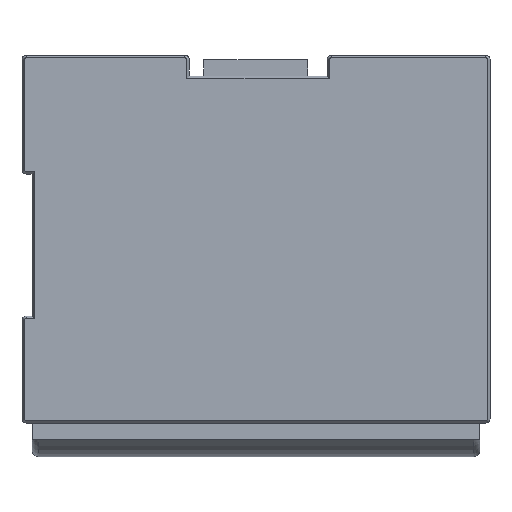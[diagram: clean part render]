
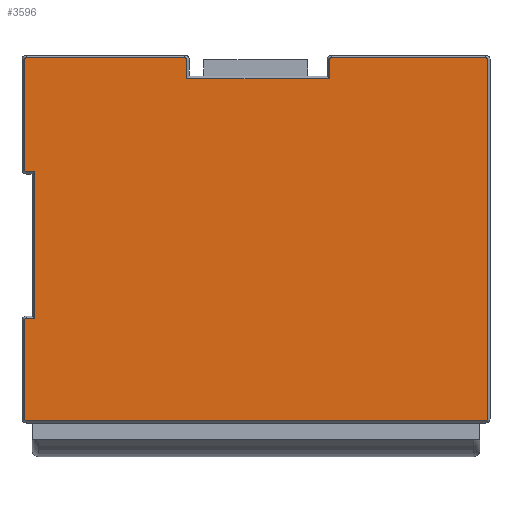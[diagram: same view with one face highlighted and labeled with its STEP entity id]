
A CAD part, top view. The second image highlights one B-rep face of the part: STEP entity #3596.
In plain terms, the highlighted planar face has unit normal (0, 0, 1).
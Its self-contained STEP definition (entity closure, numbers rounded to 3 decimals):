
#98=CIRCLE('',#3768,0.2);
#100=CIRCLE('',#3771,0.2);
#102=CIRCLE('',#3776,0.2);
#104=CIRCLE('',#3779,0.2);
#106=CIRCLE('',#3784,0.2);
#108=CIRCLE('',#3789,0.2);
#110=CIRCLE('',#3793,0.2);
#112=CIRCLE('',#3796,0.2);
#209=FACE_OUTER_BOUND('',#403,.T.);
#403=EDGE_LOOP('',(#2471,#2472,#2473,#2474,#2475,#2476,#2477,#2478,#2479,
#2480,#2481,#2482,#2483,#2484,#2485,#2486,#2487,#2488,#2489,#2490));
#574=LINE('',#5053,#1013);
#580=LINE('',#5064,#1019);
#583=LINE('',#5072,#1022);
#586=LINE('',#5079,#1025);
#591=LINE('',#5097,#1030);
#595=LINE('',#5105,#1034);
#599=LINE('',#5121,#1038);
#602=LINE('',#5127,#1041);
#606=LINE('',#5138,#1045);
#609=LINE('',#5142,#1048);
#612=LINE('',#5153,#1051);
#616=LINE('',#5168,#1055);
#1013=VECTOR('',#4048,10.);
#1019=VECTOR('',#4056,10.);
#1022=VECTOR('',#4061,10.);
#1025=VECTOR('',#4066,10.);
#1030=VECTOR('',#4085,10.);
#1034=VECTOR('',#4091,10.);
#1038=VECTOR('',#4109,10.);
#1041=VECTOR('',#4114,10.);
#1045=VECTOR('',#4126,10.);
#1048=VECTOR('',#4131,10.);
#1051=VECTOR('',#4142,10.);
#1055=VECTOR('',#4160,10.);
#1452=VERTEX_POINT('',#5051);
#1453=VERTEX_POINT('',#5052);
#1457=VERTEX_POINT('',#5062);
#1460=VERTEX_POINT('',#5069);
#1461=VERTEX_POINT('',#5071);
#1463=VERTEX_POINT('',#5076);
#1464=VERTEX_POINT('',#5078);
#1466=VERTEX_POINT('',#5084);
#1469=VERTEX_POINT('',#5092);
#1470=VERTEX_POINT('',#5096);
#1473=VERTEX_POINT('',#5103);
#1474=VERTEX_POINT('',#5108);
#1477=VERTEX_POINT('',#5116);
#1478=VERTEX_POINT('',#5120);
#1480=VERTEX_POINT('',#5126);
#1482=VERTEX_POINT('',#5132);
#1485=VERTEX_POINT('',#5146);
#1487=VERTEX_POINT('',#5151);
#1488=VERTEX_POINT('',#5156);
#1491=VERTEX_POINT('',#5164);
#1804=EDGE_CURVE('',#1452,#1453,#574,.T.);
#1810=EDGE_CURVE('',#1457,#1452,#580,.T.);
#1813=EDGE_CURVE('',#1460,#1461,#583,.T.);
#1816=EDGE_CURVE('',#1463,#1464,#586,.T.);
#1821=EDGE_CURVE('',#1464,#1466,#98,.T.);
#1824=EDGE_CURVE('',#1469,#1463,#100,.T.);
#1825=EDGE_CURVE('',#1466,#1470,#591,.T.);
#1829=EDGE_CURVE('',#1473,#1469,#595,.T.);
#1833=EDGE_CURVE('',#1470,#1474,#102,.T.);
#1836=EDGE_CURVE('',#1477,#1473,#104,.T.);
#1837=EDGE_CURVE('',#1474,#1478,#599,.T.);
#1840=EDGE_CURVE('',#1480,#1477,#602,.T.);
#1845=EDGE_CURVE('',#1478,#1482,#106,.T.);
#1846=EDGE_CURVE('',#1461,#1480,#606,.T.);
#1849=EDGE_CURVE('',#1482,#1457,#609,.T.);
#1852=EDGE_CURVE('',#1485,#1460,#108,.T.);
#1854=EDGE_CURVE('',#1487,#1485,#612,.T.);
#1858=EDGE_CURVE('',#1453,#1488,#110,.T.);
#1861=EDGE_CURVE('',#1491,#1487,#112,.T.);
#1862=EDGE_CURVE('',#1488,#1491,#616,.T.);
#2471=ORIENTED_EDGE('',*,*,#1816,.F.);
#2472=ORIENTED_EDGE('',*,*,#1824,.F.);
#2473=ORIENTED_EDGE('',*,*,#1829,.F.);
#2474=ORIENTED_EDGE('',*,*,#1836,.F.);
#2475=ORIENTED_EDGE('',*,*,#1840,.F.);
#2476=ORIENTED_EDGE('',*,*,#1846,.F.);
#2477=ORIENTED_EDGE('',*,*,#1813,.F.);
#2478=ORIENTED_EDGE('',*,*,#1852,.F.);
#2479=ORIENTED_EDGE('',*,*,#1854,.F.);
#2480=ORIENTED_EDGE('',*,*,#1861,.F.);
#2481=ORIENTED_EDGE('',*,*,#1862,.F.);
#2482=ORIENTED_EDGE('',*,*,#1858,.F.);
#2483=ORIENTED_EDGE('',*,*,#1804,.F.);
#2484=ORIENTED_EDGE('',*,*,#1810,.F.);
#2485=ORIENTED_EDGE('',*,*,#1849,.F.);
#2486=ORIENTED_EDGE('',*,*,#1845,.F.);
#2487=ORIENTED_EDGE('',*,*,#1837,.F.);
#2488=ORIENTED_EDGE('',*,*,#1833,.F.);
#2489=ORIENTED_EDGE('',*,*,#1825,.F.);
#2490=ORIENTED_EDGE('',*,*,#1821,.F.);
#3445=PLANE('',#3812);
#3596=ADVANCED_FACE('',(#209),#3445,.T.);
#3768=AXIS2_PLACEMENT_3D('',#5088,#4074,#4075);
#3771=AXIS2_PLACEMENT_3D('',#5094,#4081,#4082);
#3776=AXIS2_PLACEMENT_3D('',#5112,#4098,#4099);
#3779=AXIS2_PLACEMENT_3D('',#5118,#4105,#4106);
#3784=AXIS2_PLACEMENT_3D('',#5136,#4122,#4123);
#3789=AXIS2_PLACEMENT_3D('',#5148,#4137,#4138);
#3793=AXIS2_PLACEMENT_3D('',#5160,#4149,#4150);
#3796=AXIS2_PLACEMENT_3D('',#5166,#4156,#4157);
#3812=AXIS2_PLACEMENT_3D('',#5224,#4213,#4214);
#4048=DIRECTION('',(-1.,0.,0.));
#4056=DIRECTION('',(0.,1.,0.));
#4061=DIRECTION('',(0.,-1.,0.));
#4066=DIRECTION('',(0.,-1.,0.));
#4074=DIRECTION('center_axis',(0.,0.,-1.));
#4075=DIRECTION('ref_axis',(0.707,-0.707,0.));
#4081=DIRECTION('center_axis',(0.,0.,-1.));
#4082=DIRECTION('ref_axis',(0.707,0.707,0.));
#4085=DIRECTION('',(-1.,0.,0.));
#4091=DIRECTION('',(1.,0.,0.));
#4098=DIRECTION('center_axis',(0.,0.,-1.));
#4099=DIRECTION('ref_axis',(-0.707,-0.707,0.));
#4105=DIRECTION('center_axis',(0.,0.,-1.));
#4106=DIRECTION('ref_axis',(-0.707,0.707,0.));
#4109=DIRECTION('',(0.,1.,0.));
#4114=DIRECTION('',(0.,1.,0.));
#4122=DIRECTION('center_axis',(0.,0.,-1.));
#4123=DIRECTION('ref_axis',(-0.707,0.707,0.));
#4126=DIRECTION('',(1.,0.,0.));
#4131=DIRECTION('',(1.,0.,0.));
#4137=DIRECTION('center_axis',(0.,0.,-1.));
#4138=DIRECTION('ref_axis',(0.707,0.707,0.));
#4142=DIRECTION('',(1.,0.,0.));
#4149=DIRECTION('center_axis',(0.,0.,-1.));
#4150=DIRECTION('ref_axis',(-0.707,-0.707,0.));
#4156=DIRECTION('center_axis',(0.,0.,-1.));
#4157=DIRECTION('ref_axis',(-0.707,0.707,0.));
#4160=DIRECTION('',(0.,1.,0.));
#4213=DIRECTION('center_axis',(0.,0.,1.));
#4214=DIRECTION('ref_axis',(1.,0.,0.));
#5051=CARTESIAN_POINT('',(-26.5,8.35,0.));
#5052=CARTESIAN_POINT('',(-27.5,8.35,0.));
#5053=CARTESIAN_POINT('',(-13.4,8.35,0.));
#5062=CARTESIAN_POINT('',(-26.5,-9.25,0.));
#5064=CARTESIAN_POINT('',(-26.5,-4.475,0.));
#5069=CARTESIAN_POINT('',(-8.3,21.75,0.));
#5071=CARTESIAN_POINT('',(-8.3,19.45,0.));
#5072=CARTESIAN_POINT('',(-8.3,11.125,0.));
#5076=CARTESIAN_POINT('',(27.7,21.75,0.));
#5078=CARTESIAN_POINT('',(27.7,-21.25,0.));
#5079=CARTESIAN_POINT('',(27.7,11.125,0.));
#5084=CARTESIAN_POINT('',(27.5,-21.45,0.));
#5088=CARTESIAN_POINT('Origin',(27.5,-21.25,0.));
#5092=CARTESIAN_POINT('',(27.5,21.95,0.));
#5094=CARTESIAN_POINT('Origin',(27.5,21.75,0.));
#5096=CARTESIAN_POINT('',(-27.5,-21.45,0.));
#5097=CARTESIAN_POINT('',(14.,-21.45,0.));
#5103=CARTESIAN_POINT('',(9.,21.95,0.));
#5105=CARTESIAN_POINT('',(4.25,21.95,0.));
#5108=CARTESIAN_POINT('',(-27.7,-21.25,0.));
#5112=CARTESIAN_POINT('Origin',(-27.5,-21.25,0.));
#5116=CARTESIAN_POINT('',(8.8,21.75,0.));
#5118=CARTESIAN_POINT('Origin',(9.,21.75,0.));
#5120=CARTESIAN_POINT('',(-27.7,-9.45,0.));
#5121=CARTESIAN_POINT('',(-27.7,-11.125,0.));
#5126=CARTESIAN_POINT('',(8.8,19.45,0.));
#5127=CARTESIAN_POINT('',(8.8,10.125,0.));
#5132=CARTESIAN_POINT('',(-27.5,-9.25,0.));
#5136=CARTESIAN_POINT('Origin',(-27.5,-9.45,0.));
#5138=CARTESIAN_POINT('',(-4.,19.45,0.));
#5142=CARTESIAN_POINT('',(-14.,-9.25,0.));
#5146=CARTESIAN_POINT('',(-8.5,21.95,0.));
#5148=CARTESIAN_POINT('Origin',(-8.5,21.75,0.));
#5151=CARTESIAN_POINT('',(-27.5,21.95,0.));
#5153=CARTESIAN_POINT('',(-14.,21.95,0.));
#5156=CARTESIAN_POINT('',(-27.7,8.55,0.));
#5160=CARTESIAN_POINT('Origin',(-27.5,8.55,0.));
#5164=CARTESIAN_POINT('',(-27.7,21.75,0.));
#5166=CARTESIAN_POINT('Origin',(-27.5,21.75,0.));
#5168=CARTESIAN_POINT('',(-27.7,4.025,0.));
#5224=CARTESIAN_POINT('Origin',(0.,0.,
0.));
